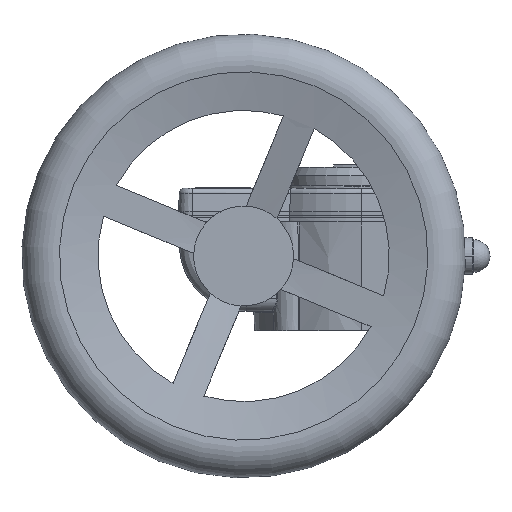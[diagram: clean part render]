
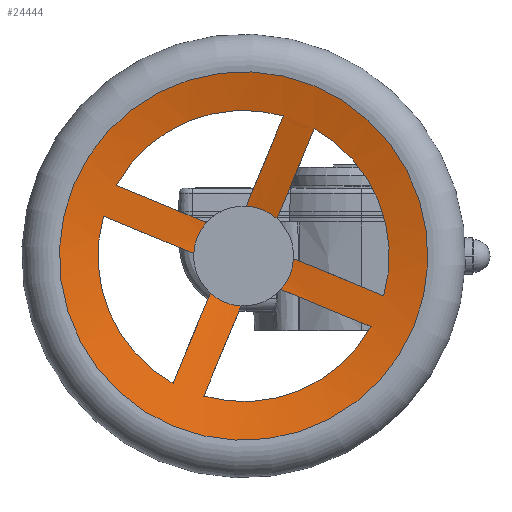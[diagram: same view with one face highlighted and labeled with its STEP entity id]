
A CAD part, left-side view. The second image highlights one B-rep face of the part: STEP entity #24444.
In plain terms, the highlighted conical face has half-angle 76.423 degrees and reference radius 42.209 mm.
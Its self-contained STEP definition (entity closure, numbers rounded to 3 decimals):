
#21=(
BOUNDED_CURVE()
B_SPLINE_CURVE(2,(#46821,#46822,#46823),.UNSPECIFIED.,.F.,.F.)
B_SPLINE_CURVE_WITH_KNOTS((3,3),(0.862,5.055),
 .UNSPECIFIED.)
CURVE()
GEOMETRIC_REPRESENTATION_ITEM()
RATIONAL_B_SPLINE_CURVE((1.065,1.191,1.))
REPRESENTATION_ITEM('')
);
#22=(
BOUNDED_CURVE()
B_SPLINE_CURVE(2,(#46825,#46826,#46827),.UNSPECIFIED.,.F.,.F.)
B_SPLINE_CURVE_WITH_KNOTS((3,3),(0.,4.192),.UNSPECIFIED.)
CURVE()
GEOMETRIC_REPRESENTATION_ITEM()
RATIONAL_B_SPLINE_CURVE((1.,1.191,1.065))
REPRESENTATION_ITEM('')
);
#23=(
BOUNDED_CURVE()
B_SPLINE_CURVE(2,(#46830,#46831,#46832),.UNSPECIFIED.,.F.,.F.)
B_SPLINE_CURVE_WITH_KNOTS((3,3),(0.862,5.055),
 .UNSPECIFIED.)
CURVE()
GEOMETRIC_REPRESENTATION_ITEM()
RATIONAL_B_SPLINE_CURVE((1.065,1.191,1.))
REPRESENTATION_ITEM('')
);
#24=(
BOUNDED_CURVE()
B_SPLINE_CURVE(2,(#46834,#46835,#46836),.UNSPECIFIED.,.F.,.F.)
B_SPLINE_CURVE_WITH_KNOTS((3,3),(0.,4.192),.UNSPECIFIED.)
CURVE()
GEOMETRIC_REPRESENTATION_ITEM()
RATIONAL_B_SPLINE_CURVE((1.,1.191,1.065))
REPRESENTATION_ITEM('')
);
#25=(
BOUNDED_CURVE()
B_SPLINE_CURVE(2,(#46839,#46840,#46841),.UNSPECIFIED.,.F.,.F.)
B_SPLINE_CURVE_WITH_KNOTS((3,3),(0.862,5.055),
 .UNSPECIFIED.)
CURVE()
GEOMETRIC_REPRESENTATION_ITEM()
RATIONAL_B_SPLINE_CURVE((1.065,1.191,1.))
REPRESENTATION_ITEM('')
);
#26=(
BOUNDED_CURVE()
B_SPLINE_CURVE(2,(#46843,#46844,#46845),.UNSPECIFIED.,.F.,.F.)
B_SPLINE_CURVE_WITH_KNOTS((3,3),(0.,4.192),.UNSPECIFIED.)
CURVE()
GEOMETRIC_REPRESENTATION_ITEM()
RATIONAL_B_SPLINE_CURVE((1.,1.191,1.065))
REPRESENTATION_ITEM('')
);
#27=(
BOUNDED_CURVE()
B_SPLINE_CURVE(2,(#46848,#46849,#46850),.UNSPECIFIED.,.F.,.F.)
B_SPLINE_CURVE_WITH_KNOTS((3,3),(0.862,5.055),
 .UNSPECIFIED.)
CURVE()
GEOMETRIC_REPRESENTATION_ITEM()
RATIONAL_B_SPLINE_CURVE((1.065,1.191,1.))
REPRESENTATION_ITEM('')
);
#28=(
BOUNDED_CURVE()
B_SPLINE_CURVE(2,(#46852,#46853,#46854),.UNSPECIFIED.,.F.,.F.)
B_SPLINE_CURVE_WITH_KNOTS((3,3),(0.,4.192),.UNSPECIFIED.)
CURVE()
GEOMETRIC_REPRESENTATION_ITEM()
RATIONAL_B_SPLINE_CURVE((1.,1.191,1.065))
REPRESENTATION_ITEM('')
);
#957=FACE_BOUND('',#5044,.T.);
#2189=CIRCLE('',#26803,18.);
#2191=CIRCLE('',#26805,18.);
#2193=CIRCLE('',#26807,18.);
#2195=CIRCLE('',#26809,18.);
#2207=CIRCLE('',#26823,66.418);
#2212=CIRCLE('',#26830,52.5);
#2213=CIRCLE('',#26831,52.5);
#2214=CIRCLE('',#26832,52.5);
#2215=CIRCLE('',#26833,52.5);
#2442=CONICAL_SURFACE('',#26829,42.209,76.423);
#3492=FACE_OUTER_BOUND('',#5043,.T.);
#5043=EDGE_LOOP('',(#19521,#19522,#19523,#19524,#19525,#19526,#19527,#19528,
#19529,#19530,#19531,#19532,#19533,#19534,#19535,#19536));
#5044=EDGE_LOOP('',(#19537));
#10768=VERTEX_POINT('',#46742);
#10769=VERTEX_POINT('',#46743);
#10770=VERTEX_POINT('',#46745);
#10771=VERTEX_POINT('',#46747);
#10772=VERTEX_POINT('',#46749);
#10773=VERTEX_POINT('',#46751);
#10774=VERTEX_POINT('',#46753);
#10775=VERTEX_POINT('',#46755);
#10786=VERTEX_POINT('',#46780);
#10795=VERTEX_POINT('',#46820);
#10796=VERTEX_POINT('',#46824);
#10797=VERTEX_POINT('',#46828);
#10798=VERTEX_POINT('',#46833);
#10799=VERTEX_POINT('',#46837);
#10800=VERTEX_POINT('',#46842);
#10801=VERTEX_POINT('',#46846);
#10802=VERTEX_POINT('',#46851);
#13792=EDGE_CURVE('',#10768,#10769,#2189,.T.);
#13794=EDGE_CURVE('',#10771,#10770,#2191,.T.);
#13796=EDGE_CURVE('',#10773,#10772,#2193,.T.);
#13798=EDGE_CURVE('',#10775,#10774,#2195,.T.);
#13810=EDGE_CURVE('',#10786,#10786,#2207,.T.);
#13823=EDGE_CURVE('',#10795,#10773,#21,.T.);
#13824=EDGE_CURVE('',#10772,#10796,#22,.T.);
#13825=EDGE_CURVE('',#10796,#10797,#2212,.T.);
#13826=EDGE_CURVE('',#10797,#10771,#23,.T.);
#13827=EDGE_CURVE('',#10770,#10798,#24,.T.);
#13828=EDGE_CURVE('',#10798,#10799,#2213,.T.);
#13829=EDGE_CURVE('',#10799,#10768,#25,.T.);
#13830=EDGE_CURVE('',#10769,#10800,#26,.T.);
#13831=EDGE_CURVE('',#10800,#10801,#2214,.T.);
#13832=EDGE_CURVE('',#10801,#10775,#27,.T.);
#13833=EDGE_CURVE('',#10774,#10802,#28,.T.);
#13834=EDGE_CURVE('',#10802,#10795,#2215,.T.);
#19521=ORIENTED_EDGE('',*,*,#13823,.T.);
#19522=ORIENTED_EDGE('',*,*,#13796,.T.);
#19523=ORIENTED_EDGE('',*,*,#13824,.T.);
#19524=ORIENTED_EDGE('',*,*,#13825,.T.);
#19525=ORIENTED_EDGE('',*,*,#13826,.T.);
#19526=ORIENTED_EDGE('',*,*,#13794,.T.);
#19527=ORIENTED_EDGE('',*,*,#13827,.T.);
#19528=ORIENTED_EDGE('',*,*,#13828,.T.);
#19529=ORIENTED_EDGE('',*,*,#13829,.T.);
#19530=ORIENTED_EDGE('',*,*,#13792,.T.);
#19531=ORIENTED_EDGE('',*,*,#13830,.T.);
#19532=ORIENTED_EDGE('',*,*,#13831,.T.);
#19533=ORIENTED_EDGE('',*,*,#13832,.T.);
#19534=ORIENTED_EDGE('',*,*,#13798,.T.);
#19535=ORIENTED_EDGE('',*,*,#13833,.T.);
#19536=ORIENTED_EDGE('',*,*,#13834,.T.);
#19537=ORIENTED_EDGE('',*,*,#13810,.F.);
#24444=ADVANCED_FACE('',(#3492,#957),#2442,.F.);
#26803=AXIS2_PLACEMENT_3D('',#46744,#32536,#32537);
#26805=AXIS2_PLACEMENT_3D('',#46748,#32540,#32541);
#26807=AXIS2_PLACEMENT_3D('',#46752,#32544,#32545);
#26809=AXIS2_PLACEMENT_3D('',#46756,#32548,#32549);
#26823=AXIS2_PLACEMENT_3D('',#46781,#32576,#32577);
#26829=AXIS2_PLACEMENT_3D('',#46819,#32588,#32589);
#26830=AXIS2_PLACEMENT_3D('',#46829,#32590,#32591);
#26831=AXIS2_PLACEMENT_3D('',#46838,#32592,#32593);
#26832=AXIS2_PLACEMENT_3D('',#46847,#32594,#32595);
#26833=AXIS2_PLACEMENT_3D('',#46855,#32596,#32597);
#32536=DIRECTION('center_axis',(1.,0.,0.));
#32537=DIRECTION('ref_axis',(0.,0.382,-0.924));
#32540=DIRECTION('center_axis',(1.,0.,0.));
#32541=DIRECTION('ref_axis',(0.,0.382,-0.924));
#32544=DIRECTION('center_axis',(1.,0.,0.));
#32545=DIRECTION('ref_axis',(0.,0.382,-0.924));
#32548=DIRECTION('center_axis',(1.,0.,0.));
#32549=DIRECTION('ref_axis',(0.,0.382,-0.924));
#32576=DIRECTION('center_axis',(1.,0.,0.));
#32577=DIRECTION('ref_axis',(0.,0.382,-0.924));
#32588=DIRECTION('center_axis',(-1.,0.,0.));
#32589=DIRECTION('ref_axis',(0.,0.382,-0.924));
#32590=DIRECTION('center_axis',(1.,0.,0.));
#32591=DIRECTION('ref_axis',(0.,0.924,0.382));
#32592=DIRECTION('center_axis',(1.,0.,0.));
#32593=DIRECTION('ref_axis',(0.,0.924,0.382));
#32594=DIRECTION('center_axis',(1.,0.,0.));
#32595=DIRECTION('ref_axis',(0.,0.924,0.382));
#32596=DIRECTION('center_axis',(1.,0.,0.));
#32597=DIRECTION('ref_axis',(0.,0.924,0.382));
#46742=CARTESIAN_POINT('',(-178.,41.615,44.976));
#46743=CARTESIAN_POINT('',(-178.,30.524,40.394));
#46744=CARTESIAN_POINT('Origin',(-178.,42.55,27.));
#46745=CARTESIAN_POINT('',(-178.,55.944,39.026));
#46747=CARTESIAN_POINT('',(-178.,60.526,27.935));
#46748=CARTESIAN_POINT('Origin',(-178.,42.55,27.));
#46749=CARTESIAN_POINT('',(-178.,54.576,13.606));
#46751=CARTESIAN_POINT('',(-178.,43.485,9.024));
#46752=CARTESIAN_POINT('Origin',(-178.,42.55,27.));
#46753=CARTESIAN_POINT('',(-178.,29.156,14.974));
#46755=CARTESIAN_POINT('',(-178.,24.574,26.065));
#46756=CARTESIAN_POINT('Origin',(-178.,42.55,27.));
#46780=CARTESIAN_POINT('',(-189.693,67.912,-34.385));
#46781=CARTESIAN_POINT('Origin',(-189.693,42.55,27.));
#46819=CARTESIAN_POINT('Origin',(-183.846,42.55,27.));
#46820=CARTESIAN_POINT('',(-186.332,56.92,-23.495));
#46821=CARTESIAN_POINT('Ctrl Pts',(-186.332,56.92,-23.495));
#46822=CARTESIAN_POINT('Ctrl Pts',(-180.045,46.915,0.722));
#46823=CARTESIAN_POINT('Ctrl Pts',(-178.,43.485,9.024));
#46824=CARTESIAN_POINT('',(-186.332,68.011,-18.913));
#46825=CARTESIAN_POINT('Ctrl Pts',(-178.,54.576,13.606));
#46826=CARTESIAN_POINT('Ctrl Pts',(-180.045,58.006,5.304));
#46827=CARTESIAN_POINT('Ctrl Pts',(-186.332,68.011,-18.913));
#46828=CARTESIAN_POINT('',(-186.332,93.045,41.37));
#46829=CARTESIAN_POINT('Origin',(-186.332,42.55,27.));
#46830=CARTESIAN_POINT('Ctrl Pts',(-186.332,93.045,41.37));
#46831=CARTESIAN_POINT('Ctrl Pts',(-180.045,68.828,31.365));
#46832=CARTESIAN_POINT('Ctrl Pts',(-178.,60.526,27.935));
#46833=CARTESIAN_POINT('',(-186.332,88.463,52.461));
#46834=CARTESIAN_POINT('Ctrl Pts',(-178.,55.944,39.026));
#46835=CARTESIAN_POINT('Ctrl Pts',(-180.045,64.246,42.456));
#46836=CARTESIAN_POINT('Ctrl Pts',(-186.332,88.463,52.461));
#46837=CARTESIAN_POINT('',(-186.332,28.18,77.495));
#46838=CARTESIAN_POINT('Origin',(-186.332,42.55,27.));
#46839=CARTESIAN_POINT('Ctrl Pts',(-186.332,28.18,77.495));
#46840=CARTESIAN_POINT('Ctrl Pts',(-180.045,38.185,53.278));
#46841=CARTESIAN_POINT('Ctrl Pts',(-178.,41.615,44.976));
#46842=CARTESIAN_POINT('',(-186.332,17.089,72.913));
#46843=CARTESIAN_POINT('Ctrl Pts',(-178.,30.524,40.394));
#46844=CARTESIAN_POINT('Ctrl Pts',(-180.045,27.094,48.696));
#46845=CARTESIAN_POINT('Ctrl Pts',(-186.332,17.089,72.913));
#46846=CARTESIAN_POINT('',(-186.332,-7.945,12.63));
#46847=CARTESIAN_POINT('Origin',(-186.332,42.55,27.));
#46848=CARTESIAN_POINT('Ctrl Pts',(-186.332,-7.945,
12.63));
#46849=CARTESIAN_POINT('Ctrl Pts',(-180.045,16.272,22.635));
#46850=CARTESIAN_POINT('Ctrl Pts',(-178.,24.574,26.065));
#46851=CARTESIAN_POINT('',(-186.332,-3.363,1.539));
#46852=CARTESIAN_POINT('Ctrl Pts',(-178.,29.156,14.974));
#46853=CARTESIAN_POINT('Ctrl Pts',(-180.045,20.854,11.544));
#46854=CARTESIAN_POINT('Ctrl Pts',(-186.332,-3.363,
1.539));
#46855=CARTESIAN_POINT('Origin',(-186.332,42.55,27.));
